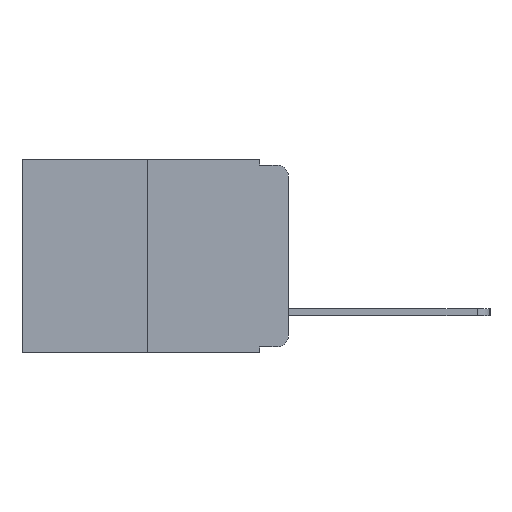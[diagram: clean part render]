
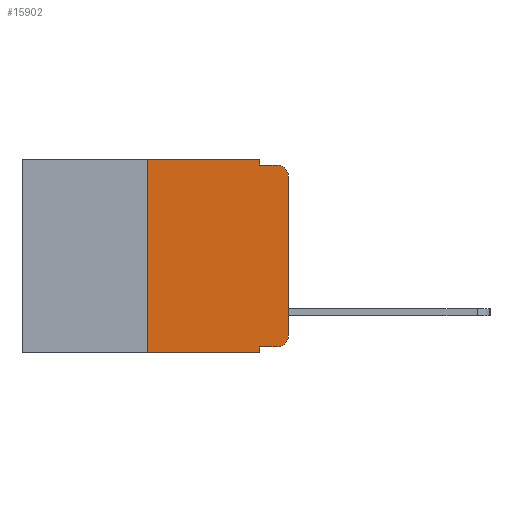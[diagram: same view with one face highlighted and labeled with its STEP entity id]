
A CAD part, left-side view. The second image highlights one B-rep face of the part: STEP entity #15902.
In plain terms, the highlighted planar face has unit normal (-1, 0, 0).
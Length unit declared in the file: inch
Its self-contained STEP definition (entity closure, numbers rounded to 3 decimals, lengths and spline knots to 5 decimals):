
#274 = VECTOR ( 'NONE', #6425, 39.37008 ) ;
#479 = LINE ( 'NONE', #9674, #12462 ) ;
#1602 = ORIENTED_EDGE ( 'NONE', *, *, #6196, .F. ) ;
#1653 = EDGE_CURVE ( 'NONE', #14700, #14061, #16138, .T. ) ;
#1785 = CARTESIAN_POINT ( 'NONE',  ( 0., 0.473, -0.343 ) ) ;
#2850 = DIRECTION ( 'NONE',  ( 0., -1., 0. ) ) ;
#3574 = VERTEX_POINT ( 'NONE', #10148 ) ;
#3667 = CARTESIAN_POINT ( 'NONE',  ( 0., 0.473, 0. ) ) ;
#3696 = ORIENTED_EDGE ( 'NONE', *, *, #16850, .T. ) ;
#4010 = EDGE_CURVE ( 'NONE', #6062, #14700, #479, .T. ) ;
#4079 = DIRECTION ( 'NONE',  ( 0., 0., -1. ) ) ;
#4189 = VERTEX_POINT ( 'NONE', #13113 ) ;
#4872 = CARTESIAN_POINT ( 'NONE',  ( 0., 0.051, 0. ) ) ;
#5384 = ORIENTED_EDGE ( 'NONE', *, *, #4010, .F. ) ;
#5728 = CARTESIAN_POINT ( 'NONE',  ( 0., 0.051, 0. ) ) ;
#6003 = CARTESIAN_POINT ( 'NONE',  ( 0., 0.051, -0.333 ) ) ;
#6023 = CARTESIAN_POINT ( 'NONE',  ( 0., 0.473, 0. ) ) ;
#6062 = VERTEX_POINT ( 'NONE', #13180 ) ;
#6196 = EDGE_CURVE ( 'NONE', #14061, #10070, #15244, .T. ) ;
#6235 = VERTEX_POINT ( 'NONE', #13497 ) ;
#6425 = DIRECTION ( 'NONE',  ( 0., 0., -1. ) ) ;
#6428 = CARTESIAN_POINT ( 'NONE',  ( 0., 0.051, -0.01 ) ) ;
#6543 = DIRECTION ( 'NONE',  ( 0., -1., 0. ) ) ;
#6953 = EDGE_LOOP ( 'NONE', ( #12035, #12584, #7322, #1602, #9801, #5384, #12573, #17155, #3696, #18803 ) ) ;
#7255 = EDGE_CURVE ( 'NONE', #10070, #7523, #11248, .T. ) ;
#7322 = ORIENTED_EDGE ( 'NONE', *, *, #7255, .F. ) ;
#7523 = VERTEX_POINT ( 'NONE', #18328 ) ;
#7614 = DIRECTION ( 'NONE',  ( 0., 0., -1. ) ) ;
#8161 = VERTEX_POINT ( 'NONE', #6003 ) ;
#8563 = DIRECTION ( 'NONE',  ( 0., -1., 0. ) ) ;
#8926 = CARTESIAN_POINT ( 'NONE',  ( 0., 0.02, -0.03 ) ) ;
#9081 = PLANE ( 'NONE',  #13724 ) ;
#9250 = DIRECTION ( 'NONE',  ( -1., 0., 0. ) ) ;
#9674 = CARTESIAN_POINT ( 'NONE',  ( 0., 0.25, 0. ) ) ;
#9801 = ORIENTED_EDGE ( 'NONE', *, *, #1653, .F. ) ;
#9984 = LINE ( 'NONE', #12957, #16676 ) ;
#10070 = VERTEX_POINT ( 'NONE', #6428 ) ;
#10148 = CARTESIAN_POINT ( 'NONE',  ( 0., 0.02, -0.333 ) ) ;
#10325 = EDGE_CURVE ( 'NONE', #10610, #7523, #18520, .T. ) ;
#10451 = DIRECTION ( 'NONE',  ( 0., 0., -1. ) ) ;
#10517 = CIRCLE ( 'NONE', #16307, 0.02 ) ;
#10610 = VERTEX_POINT ( 'NONE', #15794 ) ;
#10861 = LINE ( 'NONE', #16040, #18470 ) ;
#11189 = VECTOR ( 'NONE', #4079, 39.37008 ) ;
#11200 = DIRECTION ( 'NONE',  ( 0., 0., 1. ) ) ;
#11248 = LINE ( 'NONE', #19183, #12198 ) ;
#11340 = EDGE_CURVE ( 'NONE', #6235, #10610, #10861, .T. ) ;
#11409 = DIRECTION ( 'NONE',  ( 0., 0., 1. ) ) ;
#11414 = LINE ( 'NONE', #1785, #14508 ) ;
#12035 = ORIENTED_EDGE ( 'NONE', *, *, #11340, .T. ) ;
#12050 = VECTOR ( 'NONE', #2850, 39.37008 ) ;
#12198 = VECTOR ( 'NONE', #8563, 39.37008 ) ;
#12268 = LINE ( 'NONE', #4872, #274 ) ;
#12462 = VECTOR ( 'NONE', #11200, 39.37008 ) ;
#12573 = ORIENTED_EDGE ( 'NONE', *, *, #16742, .T. ) ;
#12584 = ORIENTED_EDGE ( 'NONE', *, *, #10325, .T. ) ;
#12957 = CARTESIAN_POINT ( 'NONE',  ( 0., 0.051, -0.333 ) ) ;
#13106 = FACE_OUTER_BOUND ( 'NONE', #6953, .T. ) ;
#13113 = CARTESIAN_POINT ( 'NONE',  ( 0., 0.051, -0.343 ) ) ;
#13180 = CARTESIAN_POINT ( 'NONE',  ( 0., 0.25, -0.343 ) ) ;
#13497 = CARTESIAN_POINT ( 'NONE',  ( 0., 0., -0.313 ) ) ;
#13724 = AXIS2_PLACEMENT_3D ( 'NONE', #6023, #16760, #7614 ) ;
#14061 = VERTEX_POINT ( 'NONE', #5728 ) ;
#14494 = DIRECTION ( 'NONE',  ( 0., -1., 0. ) ) ;
#14508 = VECTOR ( 'NONE', #6543, 39.37008 ) ;
#14700 = VERTEX_POINT ( 'NONE', #18171 ) ;
#14780 = EDGE_CURVE ( 'NONE', #3574, #6235, #10517, .T. ) ;
#15244 = LINE ( 'NONE', #17917, #11189 ) ;
#15794 = CARTESIAN_POINT ( 'NONE',  ( 0., 0., -0.03 ) ) ;
#15902 = ADVANCED_FACE ( 'NONE', ( #13106 ), #9081, .F. ) ;
#16040 = CARTESIAN_POINT ( 'NONE',  ( 0., 0., 0. ) ) ;
#16138 = LINE ( 'NONE', #3667, #12050 ) ;
#16307 = AXIS2_PLACEMENT_3D ( 'NONE', #18363, #9250, #19869 ) ;
#16676 = VECTOR ( 'NONE', #14494, 39.37008 ) ;
#16742 = EDGE_CURVE ( 'NONE', #6062, #4189, #11414, .T. ) ;
#16760 = DIRECTION ( 'NONE',  ( 1., 0., 0. ) ) ;
#16850 = EDGE_CURVE ( 'NONE', #8161, #3574, #9984, .T. ) ;
#17155 = ORIENTED_EDGE ( 'NONE', *, *, #18857, .F. ) ;
#17917 = CARTESIAN_POINT ( 'NONE',  ( 0., 0.051, 0. ) ) ;
#17930 = AXIS2_PLACEMENT_3D ( 'NONE', #8926, #19553, #10451 ) ;
#18171 = CARTESIAN_POINT ( 'NONE',  ( 0., 0.25, 0. ) ) ;
#18328 = CARTESIAN_POINT ( 'NONE',  ( 0., 0.02, -0.01 ) ) ;
#18363 = CARTESIAN_POINT ( 'NONE',  ( 0., 0.02, -0.313 ) ) ;
#18470 = VECTOR ( 'NONE', #11409, 39.37008 ) ;
#18520 = CIRCLE ( 'NONE', #17930, 0.02 ) ;
#18803 = ORIENTED_EDGE ( 'NONE', *, *, #14780, .T. ) ;
#18857 = EDGE_CURVE ( 'NONE', #8161, #4189, #12268, .T. ) ;
#19183 = CARTESIAN_POINT ( 'NONE',  ( 0., 0.051, -0.01 ) ) ;
#19553 = DIRECTION ( 'NONE',  ( -1., 0., 0. ) ) ;
#19869 = DIRECTION ( 'NONE',  ( 0., 0., -1. ) ) ;
